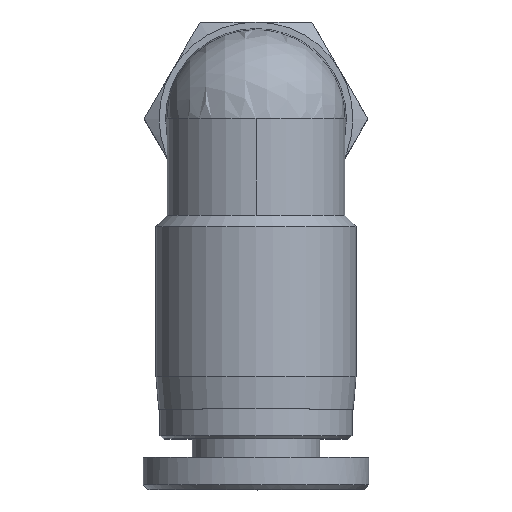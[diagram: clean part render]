
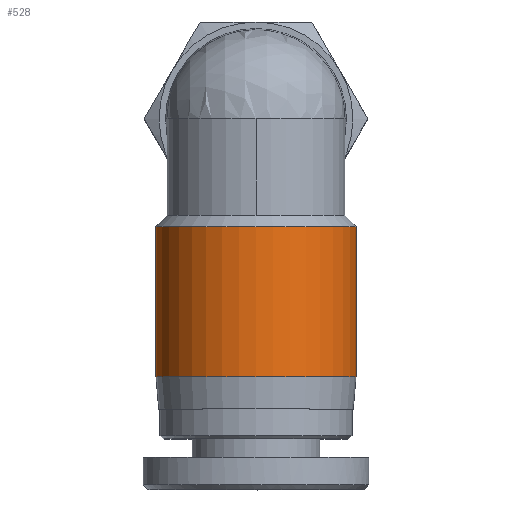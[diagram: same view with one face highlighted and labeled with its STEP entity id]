
A CAD part, top view. The second image highlights one B-rep face of the part: STEP entity #528.
In plain terms, the highlighted cylindrical face has radius 6.2 mm (diameter 12.4 mm), a partial arc.
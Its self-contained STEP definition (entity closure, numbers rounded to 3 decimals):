
#56=CYLINDRICAL_SURFACE('',#1100,6.2);
#107=FACE_OUTER_BOUND('',#173,.F.);
#173=EDGE_LOOP('',(#297,#298,#299,#300));
#297=ORIENTED_EDGE('',*,*,#773,.T.);
#298=ORIENTED_EDGE('',*,*,#876,.F.);
#299=ORIENTED_EDGE('',*,*,#768,.T.);
#300=ORIENTED_EDGE('',*,*,#875,.F.);
#528=ADVANCED_FACE('',(#107),#56,.T.);
#597=LINE('',#1891,#635);
#598=LINE('',#1892,#636);
#635=VECTOR('',#1292,9.3);
#636=VECTOR('',#1293,9.3);
#703=CIRCLE('',#1022,6.2);
#708=CIRCLE('',#1027,6.2);
#768=EDGE_CURVE('',#990,#991,#703,.T.);
#773=EDGE_CURVE('',#985,#984,#708,.T.);
#875=EDGE_CURVE('',#985,#991,#597,.T.);
#876=EDGE_CURVE('',#990,#984,#598,.T.);
#984=VERTEX_POINT('',#1529);
#985=VERTEX_POINT('',#1530);
#990=VERTEX_POINT('',#1535);
#991=VERTEX_POINT('',#1536);
#1022=AXIS2_PLACEMENT_3D('',#1538,#1156,#1157);
#1027=AXIS2_PLACEMENT_3D('',#1543,#1166,#1167);
#1100=AXIS2_PLACEMENT_3D('',#2237,#1350,#1351);
#1156=DIRECTION('',(0.,1.,0.));
#1157=DIRECTION('',(-1.,0.,0.));
#1166=DIRECTION('',(0.,-1.,0.));
#1167=DIRECTION('',(1.,0.,0.));
#1292=DIRECTION('',(0.,1.,0.));
#1293=DIRECTION('',(0.,-1.,0.));
#1350=DIRECTION('',(0.,-1.,0.));
#1351=DIRECTION('',(0.996,0.,-0.087));
#1529=CARTESIAN_POINT('',(-1.662,-11.649,5.5));
#1530=CARTESIAN_POINT('',(10.738,-11.649,5.5));
#1535=CARTESIAN_POINT('',(-1.662,-2.349,5.5));
#1536=CARTESIAN_POINT('',(10.738,-2.349,5.5));
#1538=CARTESIAN_POINT('',(4.538,-2.349,5.5));
#1543=CARTESIAN_POINT('',(4.538,-11.649,5.5));
#1891=CARTESIAN_POINT('',(10.738,-11.649,5.5));
#1892=CARTESIAN_POINT('',(-1.662,-2.349,5.5));
#2237=CARTESIAN_POINT('',(4.538,-12.114,5.5));
